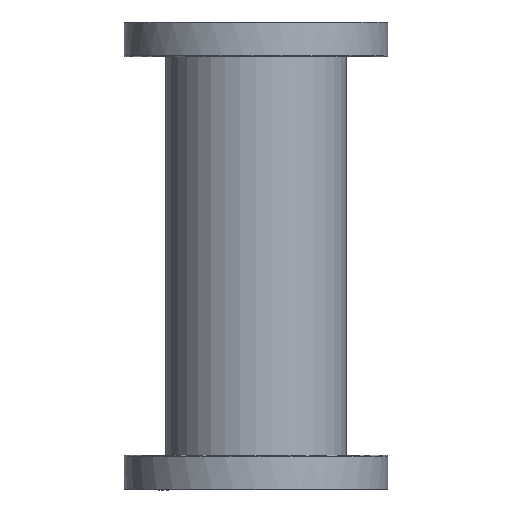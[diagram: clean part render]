
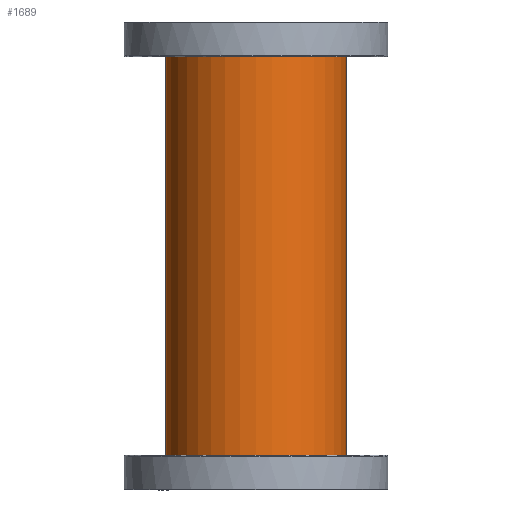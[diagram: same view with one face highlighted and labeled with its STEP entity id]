
A CAD part, front view. The second image highlights one B-rep face of the part: STEP entity #1689.
In plain terms, the highlighted cylindrical face has radius 52 mm (diameter 104 mm), a full revolution.
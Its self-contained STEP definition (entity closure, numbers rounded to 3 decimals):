
#1627=CARTESIAN_POINT('',(-52.0,0.,249.));
#1628=VERTEX_POINT('',#1627);
#1629=CARTESIAN_POINT('',(0.0,0.0,249.));
#1630=DIRECTION('',(0.0,0.0,1.0));
#1631=DIRECTION('',(-1.0,0.0,0.0));
#1632=AXIS2_PLACEMENT_3D('',#1629,#1630,#1631);
#1633=CIRCLE('',#1632,52.0);
#1634=EDGE_CURVE('',#1628,#1628,#1633,.T.);
#1670=CARTESIAN_POINT('',(0.0,0.0,0.0));
#1671=DIRECTION('',(0.0,0.0,1.0));
#1672=DIRECTION('',(-1.0,0.0,0.0));
#1673=AXIS2_PLACEMENT_3D('',#1670,#1671,#1672);
#1674=CYLINDRICAL_SURFACE('',#1673,52.0);
#1675=ORIENTED_EDGE('',*,*,#1634,.T.);
#1676=EDGE_LOOP('',(#1675));
#1677=FACE_OUTER_BOUND('',#1676,.T.);
#1678=CARTESIAN_POINT('',(52.0,0.,500.0));
#1679=VERTEX_POINT('',#1678);
#1680=CARTESIAN_POINT('',(0.0,0.0,500.0));
#1681=DIRECTION('',(0.0,0.0,-1.0));
#1682=DIRECTION('',(-1.0,0.0,0.0));
#1683=AXIS2_PLACEMENT_3D('',#1680,#1681,#1682);
#1684=CIRCLE('',#1683,52.0);
#1685=EDGE_CURVE('',#1679,#1679,#1684,.T.);
#1686=ORIENTED_EDGE('',*,*,#1685,.T.);
#1687=EDGE_LOOP('',(#1686));
#1688=FACE_BOUND('',#1687,.T.);
#1689=ADVANCED_FACE('',(#1677,#1688),#1674,.T.);
